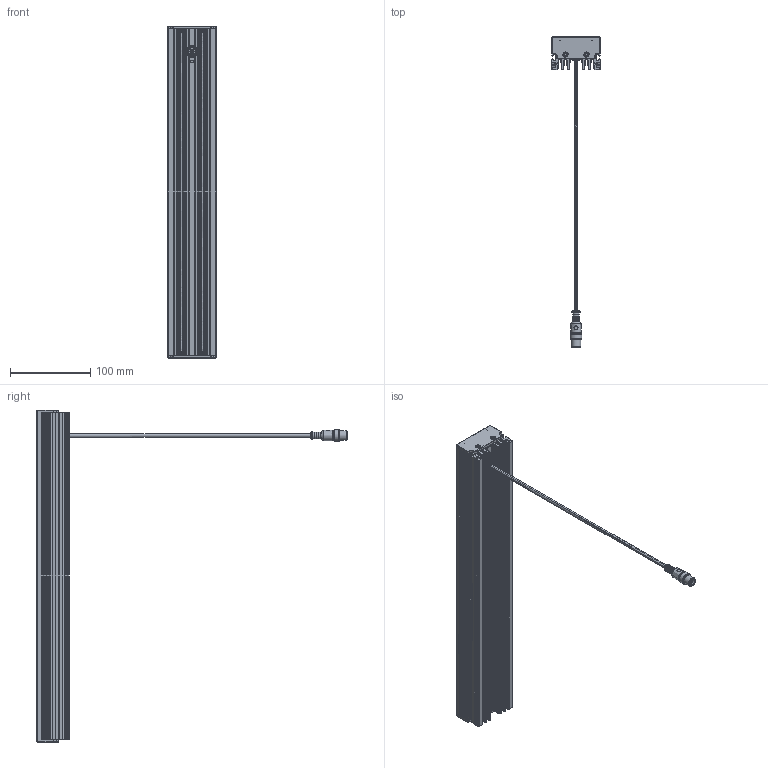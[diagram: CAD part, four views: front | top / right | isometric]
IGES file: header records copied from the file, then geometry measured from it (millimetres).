
Global section: file name: BEK-A400; native system: Autodesk Inventor 2016; preprocessor: unknown; author: S. Sandt; organization: di-soric GmbH & Co. KG; date: 20160512.073846; units: millimetre
Bounding box: 60 x 385.96 x 413 mm (x, y, z)
Volume: 711901.5 mm3; surface area: 286381.4 mm2
Topology: 2 solids, 2 shells, 1079 faces, 3170 edges, 2110 vertices
Faces by surface type: bspline 1079
